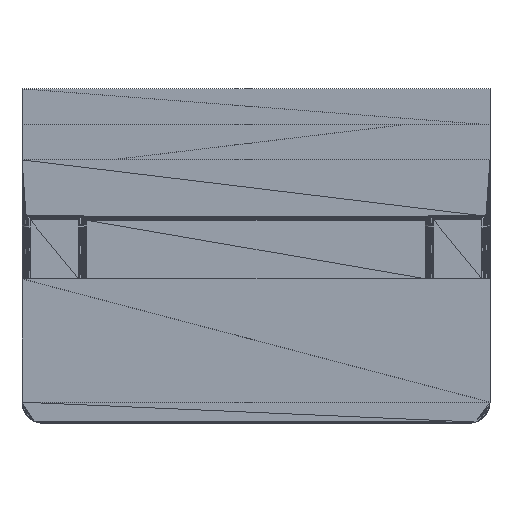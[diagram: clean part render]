
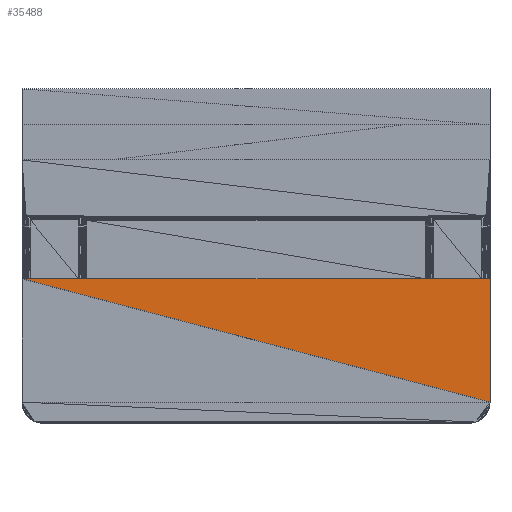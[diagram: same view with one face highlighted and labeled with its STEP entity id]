
A CAD part, top view. The second image highlights one B-rep face of the part: STEP entity #35488.
In plain terms, the highlighted planar face has unit normal (0, 0, 1).
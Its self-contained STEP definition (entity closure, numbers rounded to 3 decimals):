
#30=FACE_OUTER_BOUND('',#3254,.T.);
#3254=EDGE_LOOP('',(#22622,#22623,#22624));
#6495=LINE('',#53292,#11331);
#6497=LINE('',#53296,#11333);
#6498=LINE('',#53297,#11334);
#11331=VECTOR('',#41999,10.);
#11333=VECTOR('',#42003,10.);
#11334=VECTOR('',#42004,10.);
#16155=VERTEX_POINT('',#53285);
#16157=VERTEX_POINT('',#53291);
#16158=VERTEX_POINT('',#53295);
#17773=EDGE_CURVE('',#16157,#16155,#6495,.T.);
#17775=EDGE_CURVE('',#16157,#16158,#6497,.T.);
#17776=EDGE_CURVE('',#16155,#16158,#6498,.T.);
#22622=ORIENTED_EDGE('',*,*,#17775,.F.);
#22623=ORIENTED_EDGE('',*,*,#17773,.T.);
#22624=ORIENTED_EDGE('',*,*,#17776,.T.);
#32264=PLANE('',#38726);
#35488=ADVANCED_FACE('',(#30),#32264,.T.);
#38726=AXIS2_PLACEMENT_3D('',#53294,#42001,#42002);
#41999=DIRECTION('',(0.967,-0.255,0.));
#42001=DIRECTION('center_axis',(0.,0.,1.));
#42002=DIRECTION('ref_axis',(1.,0.,0.));
#42003=DIRECTION('',(1.,0.,0.));
#42004=DIRECTION('',(0.,1.,0.));
#53285=CARTESIAN_POINT('',(560.,25.,92.5));
#53291=CARTESIAN_POINT('',(0.,172.6,92.5));
#53292=CARTESIAN_POINT('',(0.,172.6,92.5));
#53294=CARTESIAN_POINT('Origin',(560.,25.,92.5));
#53295=CARTESIAN_POINT('',(560.,172.6,92.5));
#53296=CARTESIAN_POINT('',(0.,172.6,92.5));
#53297=CARTESIAN_POINT('',(560.,25.,92.5));
